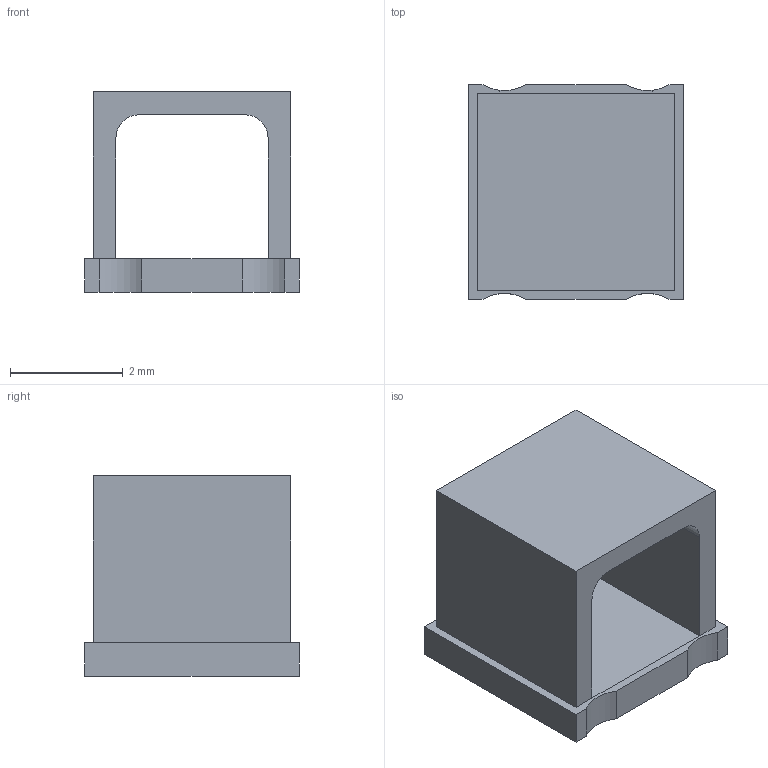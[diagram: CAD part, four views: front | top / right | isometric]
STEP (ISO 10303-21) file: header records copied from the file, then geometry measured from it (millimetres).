
FILE_DESCRIPTION(('FreeCAD Model'),'2;1');
FILE_NAME('Open CASCADE Shape Model','2022-08-13T08:37:52',('Author'),( ''),'Open CASCADE STEP processor 7.4','FreeCAD','Unknown');
FILE_SCHEMA(('AUTOMOTIVE_DESIGN { 1 0 10303 214 1 1 1 1 }'));
Length unit declared in the file: millimetre
Products named in the file (2): Part; Body
Assembly tree (1 placements, depth 2):
  Part
    Body
Bounding box: 3.81 x 3.81 x 3.56 mm (x, y, z)
Volume: 21 mm3; surface area: 101.2 mm2
Topology: 1 solids, 1 shells, 26 faces, 72 edges, 46 vertices
Faces by surface type: plane 20, cylinder 6
Entity records: 1838 total; most frequent: CARTESIAN_POINT 362, DIRECTION 274, LINE 188, VECTOR 188, ORIENTED_EDGE 144, PCURVE 144, DEFINITIONAL_REPRESENTATION 144, EDGE_CURVE 72
